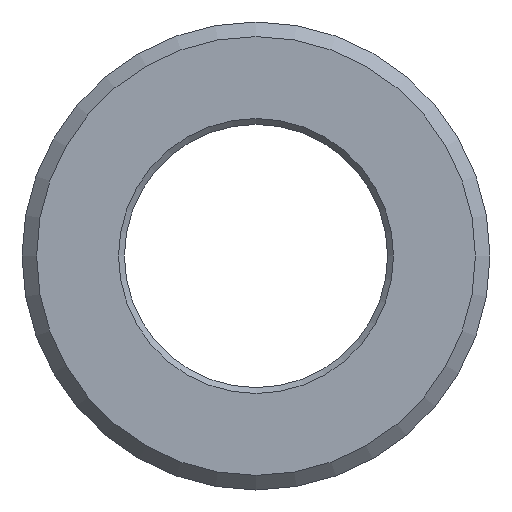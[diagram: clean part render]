
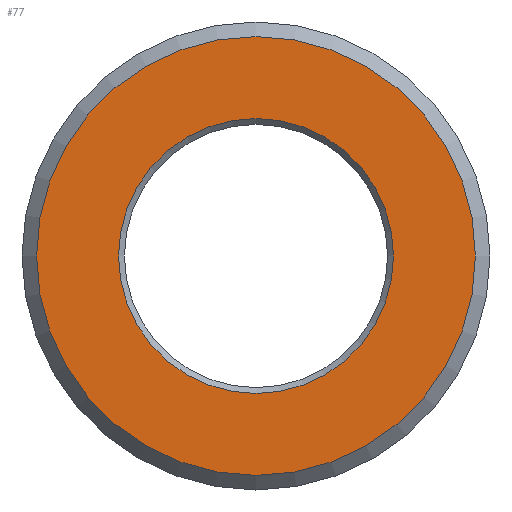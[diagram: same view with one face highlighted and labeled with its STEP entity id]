
A CAD part, left-side view. The second image highlights one B-rep face of the part: STEP entity #77.
In plain terms, the highlighted planar face has unit normal (-1, 0, 0).
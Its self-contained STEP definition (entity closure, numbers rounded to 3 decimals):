
#77 = ADVANCED_FACE( '', ( #93, #94 ), #95, .T. );
#93 = FACE_BOUND( '', #135, .T. );
#94 = FACE_OUTER_BOUND( '', #136, .T. );
#95 = PLANE( '', #137 );
#135 = EDGE_LOOP( '', ( #177 ) );
#136 = EDGE_LOOP( '', ( #178 ) );
#137 = AXIS2_PLACEMENT_3D( '', #179, #180, #181 );
#177 = ORIENTED_EDGE( '', *, *, #247, .T. );
#178 = ORIENTED_EDGE( '', *, *, #248, .T. );
#179 = CARTESIAN_POINT( '', ( 0., 0., 0. ) );
#180 = DIRECTION( '', ( -1., 0., 0. ) );
#181 = DIRECTION( '', ( 0., 0., 1. ) );
#247 = EDGE_CURVE( '', #261, #261, #262, .F. );
#248 = EDGE_CURVE( '', #263, #263, #264, .T. );
#261 = VERTEX_POINT( '', #289 );
#262 = CIRCLE( '', #290, 4.7 );
#263 = VERTEX_POINT( '', #291 );
#264 = CIRCLE( '', #292, 7.5 );
#289 = CARTESIAN_POINT( '', ( 0., 0., 4.7 ) );
#290 = AXIS2_PLACEMENT_3D( '', #317, #318, #319 );
#291 = CARTESIAN_POINT( '', ( 0., 0., 7.5 ) );
#292 = AXIS2_PLACEMENT_3D( '', #320, #321, #322 );
#317 = CARTESIAN_POINT( '', ( 0., 0., 0. ) );
#318 = DIRECTION( '', ( -1., 0., 0. ) );
#319 = DIRECTION( '', ( 0., 0., 1. ) );
#320 = CARTESIAN_POINT( '', ( 0., 0., 0. ) );
#321 = DIRECTION( '', ( -1., 0., 0. ) );
#322 = DIRECTION( '', ( 0., 0., 1. ) );
